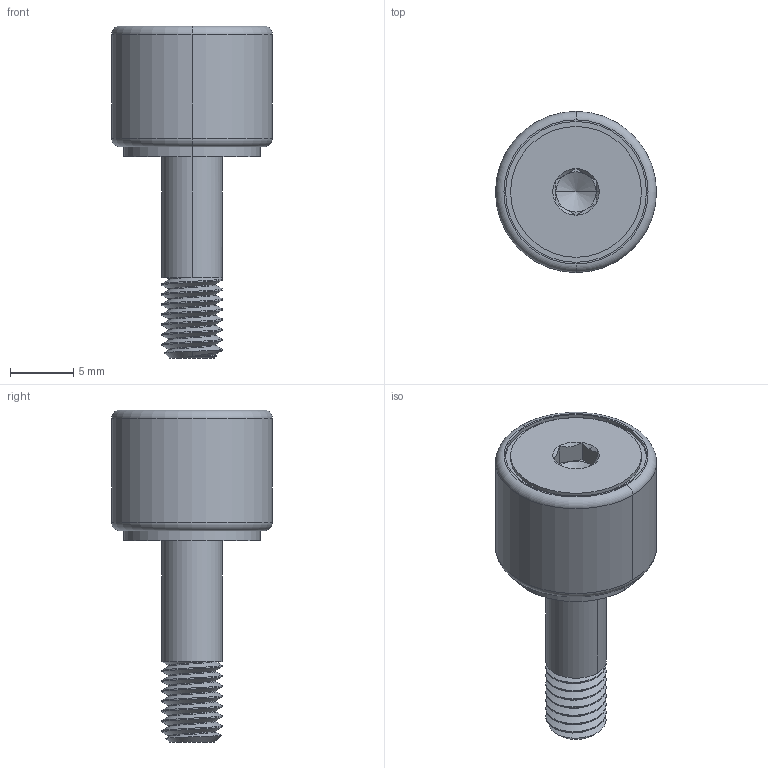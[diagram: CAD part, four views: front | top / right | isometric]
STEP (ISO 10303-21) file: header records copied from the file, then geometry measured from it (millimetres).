
FILE_DESCRIPTION (( 'STEP AP203' ), '1' );
FILE_NAME ('1460T11.step', '2015-01-21T17:45:20', ( '' ), ( '' ), 'SwSTEP 2.0', 'SolidWorks 2014', '' );
FILE_SCHEMA (( 'CONFIG_CONTROL_DESIGN' ));
Length unit declared in the file: inch
Products named in the file (1): 1460T11
Bounding box: 12.7 x 12.7 x 26.19 mm (x, y, z)
Volume: 1510.5 mm3; surface area: 959.5 mm2
Topology: 1 solids, 1 shells, 62 faces, 143 edges, 86 vertices
Faces by surface type: cylinder 24, plane 19, cone 12, torus 4, bspline 3
Entity records: 3176 total; most frequent: CARTESIAN_POINT 1812, ORIENTED_EDGE 282, DIRECTION 256, EDGE_CURVE 141, AXIS2_PLACEMENT_3D 104, VERTEX_POINT 86, EDGE_LOOP 67, ADVANCED_FACE 62
